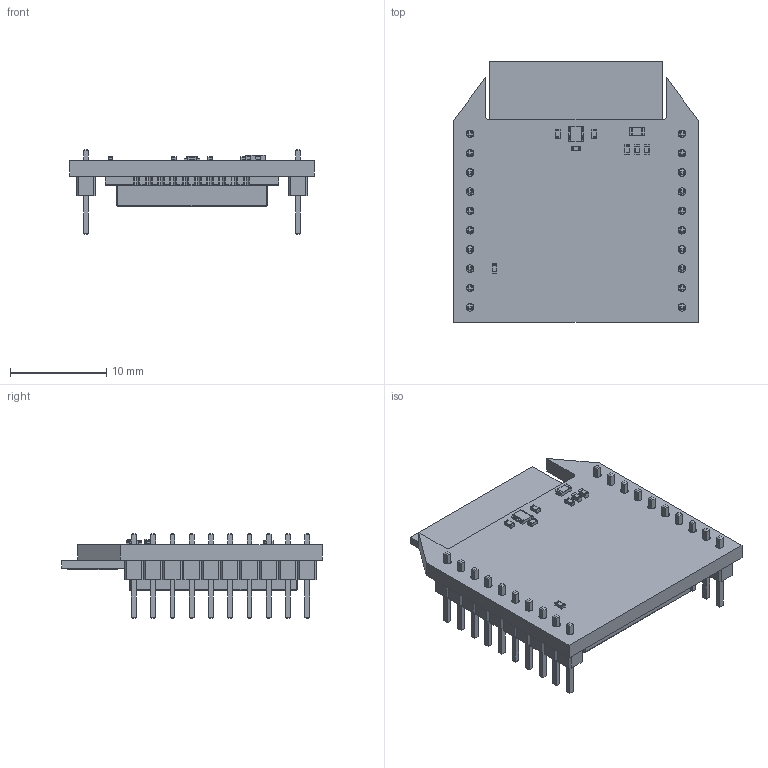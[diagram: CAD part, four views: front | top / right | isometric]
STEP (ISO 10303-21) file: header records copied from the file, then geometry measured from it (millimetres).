
FILE_DESCRIPTION(('KiCad electronic assembly'),'2;1');
FILE_NAME('esp32-xbee-board.step','2019-12-13T13:34:27',('An Author'),( 'A Company'),'Open CASCADE STEP processor 6.9', 'KiCad to STEP converter','Unknown');
FILE_SCHEMA(('AUTOMOTIVE_DESIGN { 1 0 10303 214 1 1 1 1 }'));
Length unit declared in the file: millimetre
Products named in the file (15): Open CASCADE STEP translator 6.9 1; LED_RGB_0606; COMPOUND; R_0402_1005Metric; SOLID; R_0603_1608Metric; C_0402_1005Metric; ESP32-WROOM-32; AB2_PB_MOM_5.2MM_SMD; PinHeader_1x10_P2.00mm_Vertical
Assembly tree (20 placements, depth 3):
  Open CASCADE STEP translator 6.9 1
    LED_RGB_0606
      COMPOUND
    R_0402_1005Metric  x5
      SOLID
    R_0603_1608Metric
      SOLID
    C_0402_1005Metric  x2
      SOLID
    ESP32-WROOM-32
      SOLID
    AB2_PB_MOM_5.2MM_SMD
    PinHeader_1x10_P2.00mm_Vertical  x2
      SOLID
    COMPOUND
Bounding box: 25.4 x 27.05 x 8.8 mm (x, y, z)
Volume: 2048.7 mm3; surface area: 3129.7 mm2
Topology: 17 solids, 18 shells, 1579 faces, 4022 edges, 2522 vertices
Faces by surface type: bspline 1547, cylinder 22, plane 10
Full cylindrical faces by diameter (mm): 0.8 x20
Entity records: 75725 total; most frequent: CARTESIAN_POINT 27779, B_SPLINE_CURVE_WITH_KNOTS 7764, ORIENTED_EDGE 6176, PCURVE 6176, DEFINITIONAL_REPRESENTATION 6176, EDGE_CURVE 3088, SURFACE_CURVE 3066, VERTEX_POINT 1934
